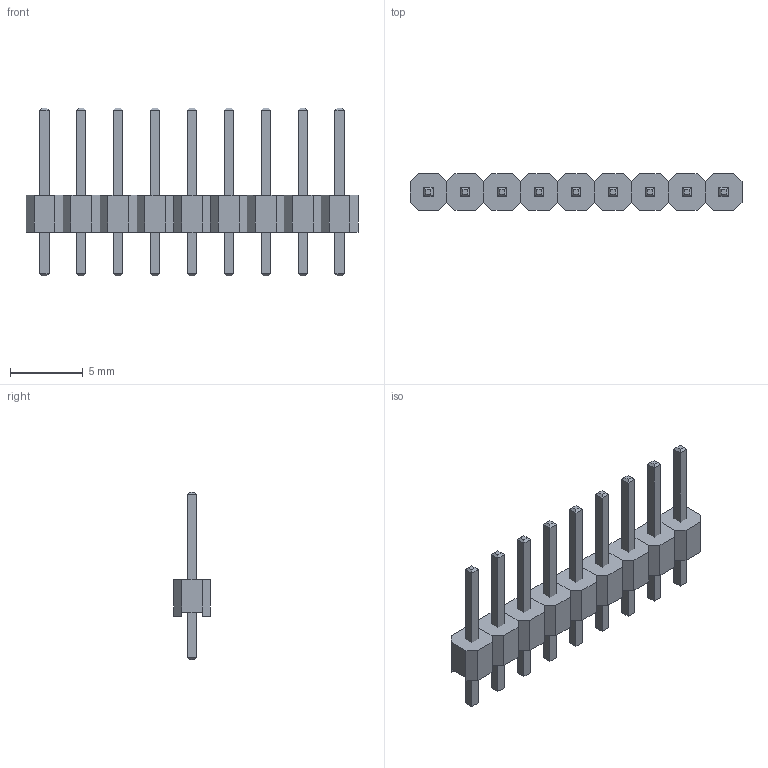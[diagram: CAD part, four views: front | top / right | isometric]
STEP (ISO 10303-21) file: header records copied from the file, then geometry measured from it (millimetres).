
FILE_DESCRIPTION(/* description */ (''),/* implementation_level */ '2;1');
FILE_NAME(/* name */ 'PLS_2.54_9x1_Black.step',/* time_stamp */ '2020-05-16T15:56:48+03:00',/* author */ ('vlad.lapshuda'),/* organization */ (''),/* preprocessor_version */ 'ST-DEVELOPER v17.2',/* originating_system */ 'Autodesk Translation Framework v7.6.0.251',/* authorisation */ '');
FILE_SCHEMA (('AUTOMOTIVE_DESIGN { 1 0 10303 214 3 1 1 }'));
Length unit declared in the file: millimetre
Products named in the file (2): PLS_2.54_9x1; PLS_2.54
Assembly tree (1 placements, depth 2):
  PLS_2.54_9x1
    PLS_2.54
Bounding box: 22.86 x 2.54 x 11.54 mm (x, y, z)
Volume: 167 mm3; surface area: 581.8 mm2
Topology: 18 solids, 18 shells, 252 faces, 576 edges, 360 vertices
Faces by surface type: plane 252
Entity records: 6894 total; most frequent: CARTESIAN_POINT 1191, ORIENTED_EDGE 1152, DIRECTION 1086, LINE 576, VECTOR 576, EDGE_CURVE 576, VERTEX_POINT 360, AXIS2_PLACEMENT_3D 255
